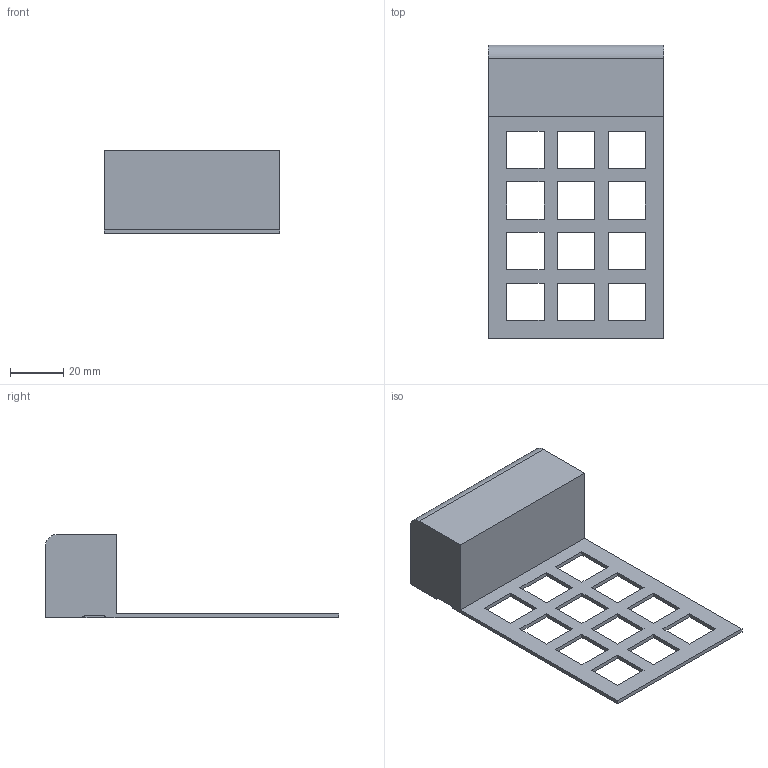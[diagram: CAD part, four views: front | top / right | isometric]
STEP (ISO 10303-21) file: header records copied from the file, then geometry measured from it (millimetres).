
FILE_DESCRIPTION(/* description */ (''),/* implementation_level */ '2;1');
FILE_NAME(/* name */ 'Top.step',/* time_stamp */ '2025-10-03T00:11:56+05:30',/* author */ (''),/* organization */ (''),/* preprocessor_version */ 'ST-DEVELOPER v20.1',/* originating_system */ 'Autodesk Translation Framework v14.17.0.0',/* authorisation */ '');
FILE_SCHEMA (('AUTOMOTIVE_DESIGN { 1 0 10303 214 3 1 1 }'));
Length unit declared in the file: millimetre
Products named in the file (1): FusionComponent
Bounding box: 66.21 x 110.65 x 31.5 mm (x, y, z)
Volume: 60165.4 mm3; surface area: 17093.2 mm2
Topology: 1 solids, 1 shells, 71 faces, 207 edges, 138 vertices
Faces by surface type: plane 66, cylinder 5
Entity records: 2399 total; most frequent: CARTESIAN_POINT 417, ORIENTED_EDGE 414, DIRECTION 361, EDGE_CURVE 207, LINE 197, VECTOR 197, VERTEX_POINT 138, EDGE_LOOP 95
